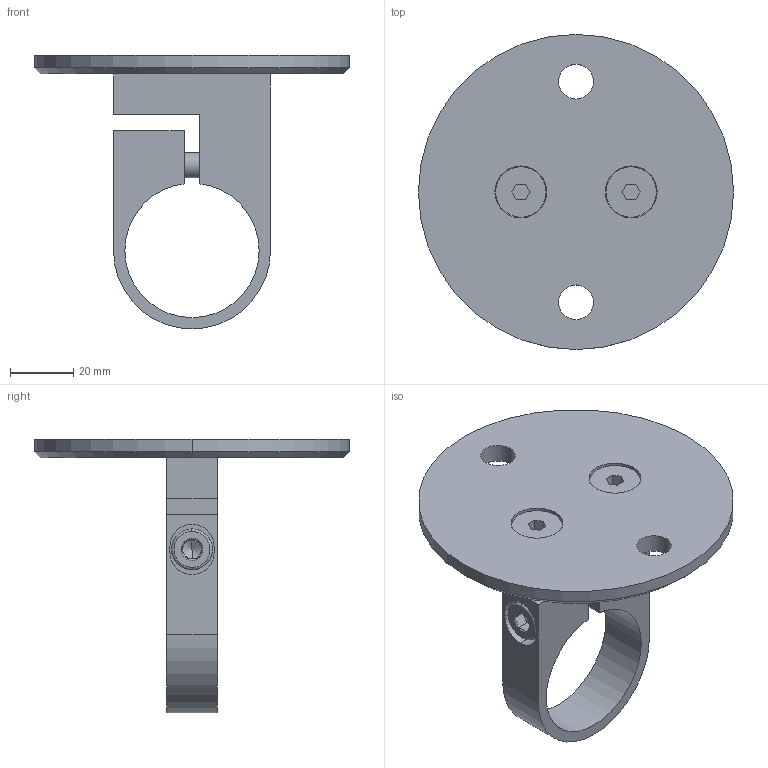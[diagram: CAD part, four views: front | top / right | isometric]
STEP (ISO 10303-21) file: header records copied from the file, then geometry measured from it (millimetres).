
FILE_DESCRIPTION (( 'STEP AP214' ), '1' );
FILE_NAME ('A6_42.STEP', '2022-12-05T11:57:17', ( '' ), ( '' ), 'SwSTEP 2.0', 'SolidWorks 2019', '' );
FILE_SCHEMA (( 'AUTOMOTIVE_DESIGN' ));
Length unit declared in the file: millimetre
Products named in the file (6): A6_42; SKRUTKA DIN 912_SKRUTKA M 8x 30; Skrutka DIN 7991_Skrutka M 8x 16; A6_42.P1_a6_42; Skrutka DIN 7991_Skrutka M 8x 20; A6_42.P2
Assembly tree (5 placements, depth 2):
  A6_42
    A6_42.P1_a6_42
    A6_42.P2
    Skrutka DIN 7991_Skrutka M 8x 16
    SKRUTKA DIN 912_SKRUTKA M 8x 30
    Skrutka DIN 7991_Skrutka M 8x 20
Bounding box: 100 x 100 x 86.9 mm (x, y, z)
Volume: 75558 mm3; surface area: 34426 mm2
Topology: 5 solids, 5 shells, 129 faces, 292 edges, 175 vertices
Faces by surface type: plane 57, cylinder 41, cone 29, torus 2
Entity records: 3982 total; most frequent: CARTESIAN_POINT 665, DIRECTION 660, ORIENTED_EDGE 572, EDGE_CURVE 286, AXIS2_PLACEMENT_3D 244, VERTEX_POINT 175, LINE 172, VECTOR 172
